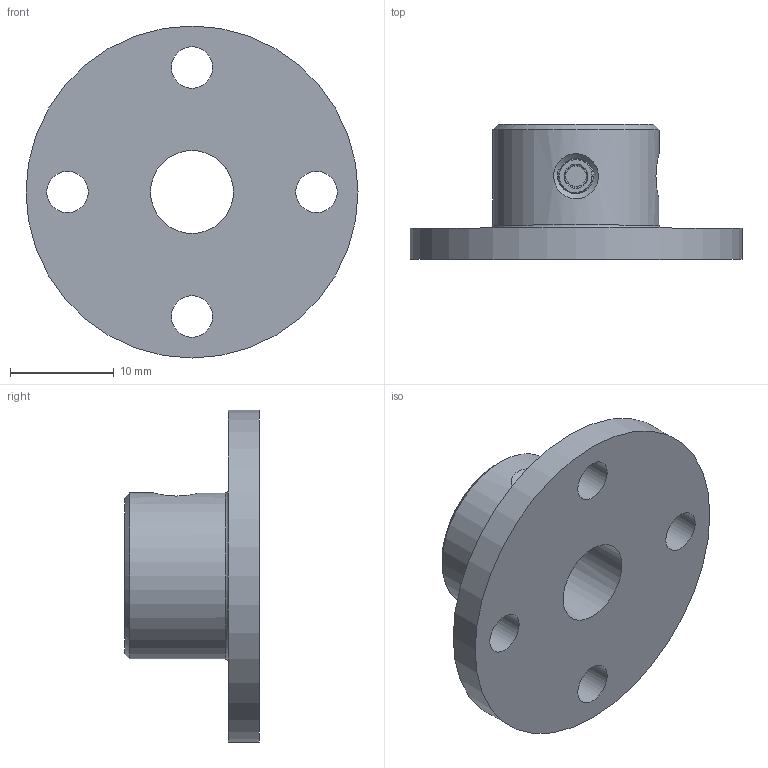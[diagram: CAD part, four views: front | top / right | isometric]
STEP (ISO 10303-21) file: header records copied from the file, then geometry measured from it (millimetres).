
FILE_DESCRIPTION(/* description */ (''),/* implementation_level */ '2;1');
FILE_NAME(/* name */ '8mm Rigid Flange Coupling v2.step',/* time_stamp */ '2022-02-20T17:13:31-05:00',/* author */ (''),/* organization */ (''),/* preprocessor_version */ 'ST-DEVELOPER v18.1',/* originating_system */ 'Autodesk Translation Framework v10.13.0.1454',/* authorisation */ '');
FILE_SCHEMA (('AUTOMOTIVE_DESIGN { 1 0 10303 214 3 1 1 }'));
Length unit declared in the file: millimetre
Products named in the file (2): 8mm Rigid Flange Coupling; 92605A009
Assembly tree (2 placements, depth 2):
  8mm Rigid Flange Coupling
    92605A009  x2
Bounding box: 32 x 13 x 32 mm (x, y, z)
Volume: 3579.8 mm3; surface area: 2856.3 mm2
Topology: 3 solids, 3 shells, 77 faces, 170 edges, 100 vertices
Faces by surface type: plane 31, cone 20, cylinder 17, bspline 8, torus 1
Full cylindrical faces by diameter (mm): 3.332 x2, 4 x8, 8 x1, 16 x1, 32 x1
Entity records: 2372 total; most frequent: CARTESIAN_POINT 1301, ORIENTED_EDGE 208, DIRECTION 200, EDGE_CURVE 104, AXIS2_PLACEMENT_3D 82, EDGE_LOOP 63, VERTEX_POINT 63, FACE_OUTER_BOUND 47
